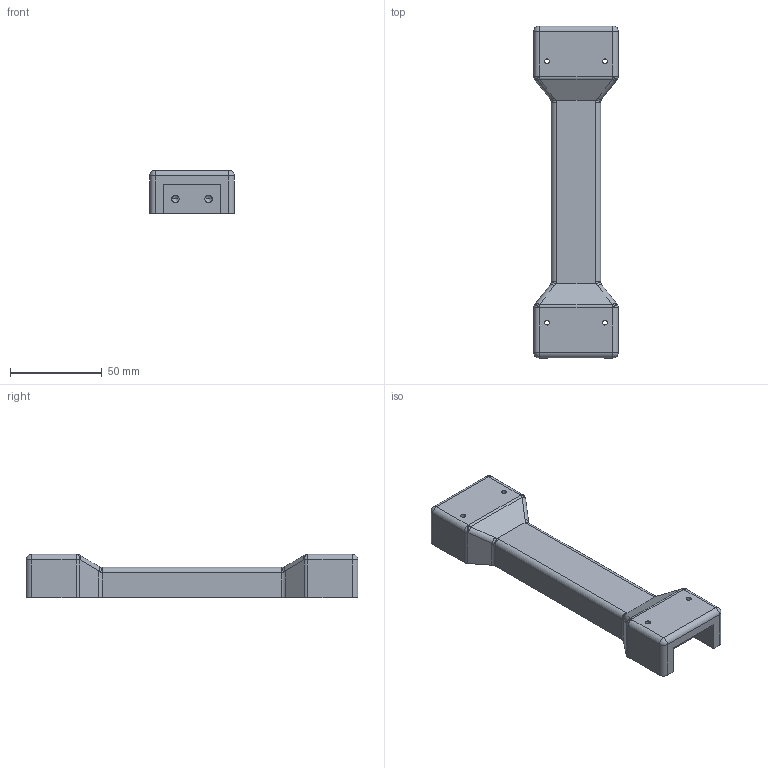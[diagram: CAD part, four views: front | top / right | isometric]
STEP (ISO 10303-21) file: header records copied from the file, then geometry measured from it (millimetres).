
FILE_DESCRIPTION (( 'STEP AP203' ), '1' );
FILE_NAME ('truss handle bottom (ULTIMATE).STEP', '2019-01-01T17:52:04', ( '' ), ( '' ), 'SwSTEP 2.0', 'SolidWorks 2018', '' );
FILE_SCHEMA (( 'CONFIG_CONTROL_DESIGN' ));
Length unit declared in the file: millimetre
Products named in the file (1): truss handle bottom (ULTIMATE)
Bounding box: 46 x 180.5 x 23.5 mm (x, y, z)
Volume: 105621.6 mm3; surface area: 24357.4 mm2
Topology: 1 solids, 1 shells, 100 faces, 254 edges, 140 vertices
Faces by surface type: cylinder 46, plane 26, sphere 12, cone 8, torus 4, bspline 4
Entity records: 3015 total; most frequent: CARTESIAN_POINT 623, DIRECTION 508, ORIENTED_EDGE 468, EDGE_CURVE 234, AXIS2_PLACEMENT_3D 193, VERTEX_POINT 140, VECTOR 122, LINE 122
